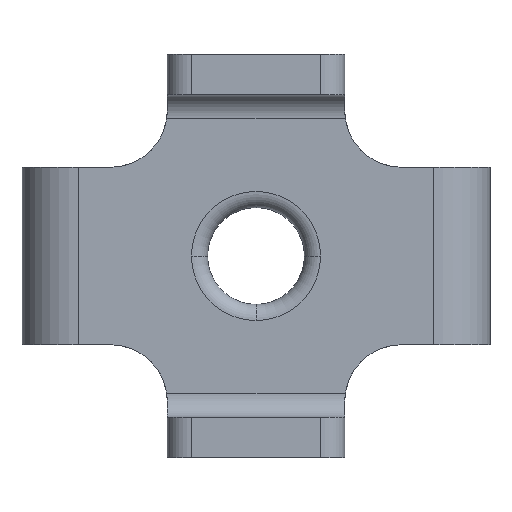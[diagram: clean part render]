
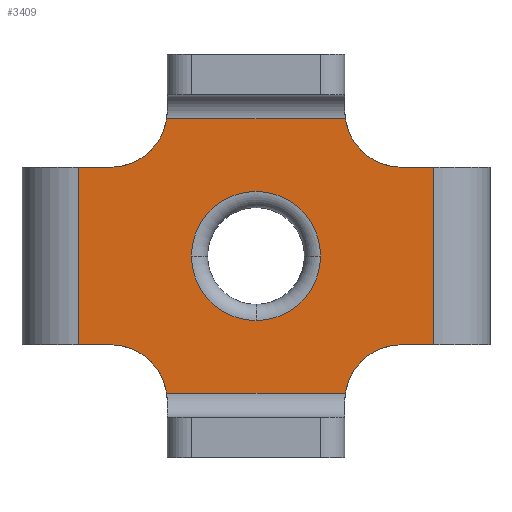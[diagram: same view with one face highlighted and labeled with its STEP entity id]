
A CAD part, front view. The second image highlights one B-rep face of the part: STEP entity #3409.
In plain terms, the highlighted planar face has unit normal (0, -1, 0).
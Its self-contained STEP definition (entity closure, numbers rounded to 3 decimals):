
#13 = FACE_BOUND ( 'NONE', #156, .T. ) ;
#34 = LINE ( 'NONE', #878, #1696 ) ;
#40 = CARTESIAN_POINT ( 'NONE',  ( 8.009, 17.132, 13.819 ) ) ;
#73 = DIRECTION ( 'NONE',  ( 0., 1., 0. ) ) ;
#80 = CARTESIAN_POINT ( 'NONE',  ( 14.937, 17.132, 14.819 ) ) ;
#156 = EDGE_LOOP ( 'NONE', ( #1913, #2936, #1584 ) ) ;
#185 = DIRECTION ( 'NONE',  ( 0., 1., 0. ) ) ;
#225 = ORIENTED_EDGE ( 'NONE', *, *, #3058, .T. ) ;
#227 = CARTESIAN_POINT ( 'NONE',  ( -2.991, 17.132, 20.819 ) ) ;
#228 = CARTESIAN_POINT ( 'NONE',  ( 4.009, 17.132, 42.819 ) ) ;
#235 = VECTOR ( 'NONE', #2274, 1000. ) ;
#268 = CARTESIAN_POINT ( 'NONE',  ( 14.937, 17.132, 48.819 ) ) ;
#278 = CARTESIAN_POINT ( 'NONE',  ( 44.009, 17.132, 42.819 ) ) ;
#327 = DIRECTION ( 'NONE',  ( 0., 1., 0. ) ) ;
#368 = EDGE_CURVE ( 'NONE', #1664, #2451, #450, .T. ) ;
#411 = EDGE_CURVE ( 'NONE', #1286, #3169, #2258, .T. ) ;
#435 = CARTESIAN_POINT ( 'NONE',  ( 44.009, 17.132, 49.819 ) ) ;
#444 = CARTESIAN_POINT ( 'NONE',  ( 37.081, 17.132, 14.819 ) ) ;
#450 = LINE ( 'NONE', #2412, #1379 ) ;
#511 = EDGE_CURVE ( 'NONE', #2451, #2783, #1938, .T. ) ;
#612 = LINE ( 'NONE', #1759, #3447 ) ;
#613 = VERTEX_POINT ( 'NONE', #3227 ) ;
#672 = EDGE_CURVE ( 'NONE', #613, #1286, #1518, .T. ) ;
#700 = DIRECTION ( 'NONE',  ( 0., 1., 0. ) ) ;
#707 = VERTEX_POINT ( 'NONE', #2672 ) ;
#733 = AXIS2_PLACEMENT_3D ( 'NONE', #2917, #327, #2624 ) ;
#804 = DIRECTION ( 'NONE',  ( 0., -1., 0. ) ) ;
#878 = CARTESIAN_POINT ( 'NONE',  ( 37.009, 17.132, 20.819 ) ) ;
#908 = CIRCLE ( 'NONE', #2780, 7. ) ;
#945 = CARTESIAN_POINT ( 'NONE',  ( 34.009, 17.132, 31.819 ) ) ;
#1035 = FACE_OUTER_BOUND ( 'NONE', #2227, .T. ) ;
#1039 = CARTESIAN_POINT ( 'NONE',  ( 8.009, 17.132, 20.819 ) ) ;
#1140 = CIRCLE ( 'NONE', #3252, 7. ) ;
#1148 = VECTOR ( 'NONE', #2700, 1000. ) ;
#1229 = DIRECTION ( 'NONE',  ( 0., 1., 0. ) ) ;
#1239 = DIRECTION ( 'NONE',  ( 0., 0., 1. ) ) ;
#1286 = VERTEX_POINT ( 'NONE', #2265 ) ;
#1333 = DIRECTION ( 'NONE',  ( 0., 0., -1. ) ) ;
#1370 = DIRECTION ( 'NONE',  ( 1., 0., 0. ) ) ;
#1379 = VECTOR ( 'NONE', #1598, 1000. ) ;
#1413 = EDGE_CURVE ( 'NONE', #2783, #1419, #1784, .T. ) ;
#1419 = VERTEX_POINT ( 'NONE', #80 ) ;
#1502 = AXIS2_PLACEMENT_3D ( 'NONE', #3115, #804, #1949 ) ;
#1518 = LINE ( 'NONE', #2152, #3258 ) ;
#1584 = ORIENTED_EDGE ( 'NONE', *, *, #3154, .T. ) ;
#1585 = DIRECTION ( 'NONE',  ( 0., 0., -1. ) ) ;
#1597 = ORIENTED_EDGE ( 'NONE', *, *, #3677, .T. ) ;
#1598 = DIRECTION ( 'NONE',  ( 0., 0., -1. ) ) ;
#1617 = ORIENTED_EDGE ( 'NONE', *, *, #3568, .T. ) ;
#1641 = EDGE_CURVE ( 'NONE', #1419, #3241, #1657, .T. ) ;
#1657 = LINE ( 'NONE', #1698, #235 ) ;
#1664 = VERTEX_POINT ( 'NONE', #228 ) ;
#1665 = VERTEX_POINT ( 'NONE', #268 ) ;
#1692 = CIRCLE ( 'NONE', #733, 7. ) ;
#1696 = VECTOR ( 'NONE', #2867, 1000. ) ;
#1698 = CARTESIAN_POINT ( 'NONE',  ( 26.009, 17.132, 14.819 ) ) ;
#1699 = CARTESIAN_POINT ( 'NONE',  ( 18.009, 17.132, 31.819 ) ) ;
#1724 = CARTESIAN_POINT ( 'NONE',  ( 26.009, 17.132, 31.819 ) ) ;
#1733 = DIRECTION ( 'NONE',  ( 0., 0., -1. ) ) ;
#1759 = CARTESIAN_POINT ( 'NONE',  ( 15.009, 17.132, 42.819 ) ) ;
#1784 = CIRCLE ( 'NONE', #2879, 7. ) ;
#1786 = CARTESIAN_POINT ( 'NONE',  ( 37.081, 17.132, 48.819 ) ) ;
#1849 = ORIENTED_EDGE ( 'NONE', *, *, #1413, .T. ) ;
#1901 = CARTESIAN_POINT ( 'NONE',  ( 26.009, 17.132, 23.819 ) ) ;
#1910 = CARTESIAN_POINT ( 'NONE',  ( 44.009, 17.132, 13.819 ) ) ;
#1913 = ORIENTED_EDGE ( 'NONE', *, *, #2360, .T. ) ;
#1934 = EDGE_CURVE ( 'NONE', #3607, #2532, #2825, .T. ) ;
#1938 = LINE ( 'NONE', #227, #3023 ) ;
#1949 = DIRECTION ( 'NONE',  ( 0., 0., -1. ) ) ;
#2064 = CARTESIAN_POINT ( 'NONE',  ( 26.009, 17.132, 31.819 ) ) ;
#2085 = ORIENTED_EDGE ( 'NONE', *, *, #411, .T. ) ;
#2143 = CARTESIAN_POINT ( 'NONE',  ( 26.009, 17.132, 31.819 ) ) ;
#2152 = CARTESIAN_POINT ( 'NONE',  ( 48.009, 17.132, 42.819 ) ) ;
#2156 = EDGE_CURVE ( 'NONE', #3241, #3608, #1140, .T. ) ;
#2202 = DIRECTION ( 'NONE',  ( -1., 0., 0. ) ) ;
#2227 = EDGE_LOOP ( 'NONE', ( #225, #2528, #2085, #1597, #2365, #1617, #3557, #3354, #3005, #1849, #3187, #3150 ) ) ;
#2258 = LINE ( 'NONE', #2850, #3141 ) ;
#2265 = CARTESIAN_POINT ( 'NONE',  ( 48.009, 17.132, 42.819 ) ) ;
#2274 = DIRECTION ( 'NONE',  ( 1., 0., 0. ) ) ;
#2277 = CARTESIAN_POINT ( 'NONE',  ( 4.009, 17.132, 20.819 ) ) ;
#2297 = CIRCLE ( 'NONE', #2490, 8. ) ;
#2360 = EDGE_CURVE ( 'NONE', #3555, #3607, #2297, .T. ) ;
#2365 = ORIENTED_EDGE ( 'NONE', *, *, #3652, .T. ) ;
#2412 = CARTESIAN_POINT ( 'NONE',  ( 4.009, 17.132, 0. ) ) ;
#2417 = CARTESIAN_POINT ( 'NONE',  ( 44.009, 17.132, 20.819 ) ) ;
#2434 = DIRECTION ( 'NONE',  ( 0., 1., 0. ) ) ;
#2451 = VERTEX_POINT ( 'NONE', #2277 ) ;
#2463 = DIRECTION ( 'NONE',  ( 0., 1., 0. ) ) ;
#2490 = AXIS2_PLACEMENT_3D ( 'NONE', #2143, #700, #3573 ) ;
#2494 = CARTESIAN_POINT ( 'NONE',  ( 26.009, 17.132, 48.819 ) ) ;
#2528 = ORIENTED_EDGE ( 'NONE', *, *, #672, .T. ) ;
#2532 = VERTEX_POINT ( 'NONE', #1699 ) ;
#2624 = DIRECTION ( 'NONE',  ( 0., 0., -1. ) ) ;
#2672 = CARTESIAN_POINT ( 'NONE',  ( 8.009, 17.132, 42.819 ) ) ;
#2700 = DIRECTION ( 'NONE',  ( -1., 0., 0. ) ) ;
#2729 = DIRECTION ( 'NONE',  ( 0., 0., -1. ) ) ;
#2752 = VERTEX_POINT ( 'NONE', #1786 ) ;
#2780 = AXIS2_PLACEMENT_3D ( 'NONE', #435, #2434, #1585 ) ;
#2783 = VERTEX_POINT ( 'NONE', #1039 ) ;
#2825 = CIRCLE ( 'NONE', #3546, 8. ) ;
#2850 = CARTESIAN_POINT ( 'NONE',  ( 55.009, 17.132, 42.819 ) ) ;
#2867 = DIRECTION ( 'NONE',  ( 1., 0., 0. ) ) ;
#2879 = AXIS2_PLACEMENT_3D ( 'NONE', #40, #1229, #1733 ) ;
#2917 = CARTESIAN_POINT ( 'NONE',  ( 8.009, 17.132, 49.819 ) ) ;
#2936 = ORIENTED_EDGE ( 'NONE', *, *, #1934, .T. ) ;
#2956 = CIRCLE ( 'NONE', #3155, 8. ) ;
#3005 = ORIENTED_EDGE ( 'NONE', *, *, #511, .T. ) ;
#3023 = VECTOR ( 'NONE', #1370, 1000. ) ;
#3058 = EDGE_CURVE ( 'NONE', #3608, #613, #34, .T. ) ;
#3067 = LINE ( 'NONE', #2494, #1148 ) ;
#3115 = CARTESIAN_POINT ( 'NONE',  ( 0., 17.132, 0. ) ) ;
#3141 = VECTOR ( 'NONE', #2202, 1000. ) ;
#3150 = ORIENTED_EDGE ( 'NONE', *, *, #2156, .T. ) ;
#3154 = EDGE_CURVE ( 'NONE', #2532, #3555, #2956, .T. ) ;
#3155 = AXIS2_PLACEMENT_3D ( 'NONE', #1724, #73, #3733 ) ;
#3169 = VERTEX_POINT ( 'NONE', #278 ) ;
#3187 = ORIENTED_EDGE ( 'NONE', *, *, #1641, .T. ) ;
#3227 = CARTESIAN_POINT ( 'NONE',  ( 48.009, 17.132, 20.819 ) ) ;
#3236 = DIRECTION ( 'NONE',  ( -1., 0., 0. ) ) ;
#3241 = VERTEX_POINT ( 'NONE', #444 ) ;
#3252 = AXIS2_PLACEMENT_3D ( 'NONE', #1910, #185, #1333 ) ;
#3258 = VECTOR ( 'NONE', #1239, 1000. ) ;
#3354 = ORIENTED_EDGE ( 'NONE', *, *, #368, .T. ) ;
#3394 = PLANE ( 'NONE',  #1502 ) ;
#3409 = ADVANCED_FACE ( 'NONE', ( #13, #1035 ), #3394, .T. ) ;
#3447 = VECTOR ( 'NONE', #3236, 1000. ) ;
#3546 = AXIS2_PLACEMENT_3D ( 'NONE', #2064, #2463, #2729 ) ;
#3555 = VERTEX_POINT ( 'NONE', #945 ) ;
#3557 = ORIENTED_EDGE ( 'NONE', *, *, #3560, .T. ) ;
#3560 = EDGE_CURVE ( 'NONE', #707, #1664, #612, .T. ) ;
#3568 = EDGE_CURVE ( 'NONE', #1665, #707, #1692, .T. ) ;
#3573 = DIRECTION ( 'NONE',  ( 0., 0., -1. ) ) ;
#3607 = VERTEX_POINT ( 'NONE', #1901 ) ;
#3608 = VERTEX_POINT ( 'NONE', #2417 ) ;
#3652 = EDGE_CURVE ( 'NONE', #2752, #1665, #3067, .T. ) ;
#3677 = EDGE_CURVE ( 'NONE', #3169, #2752, #908, .T. ) ;
#3733 = DIRECTION ( 'NONE',  ( 0., 0., -1. ) ) ;
